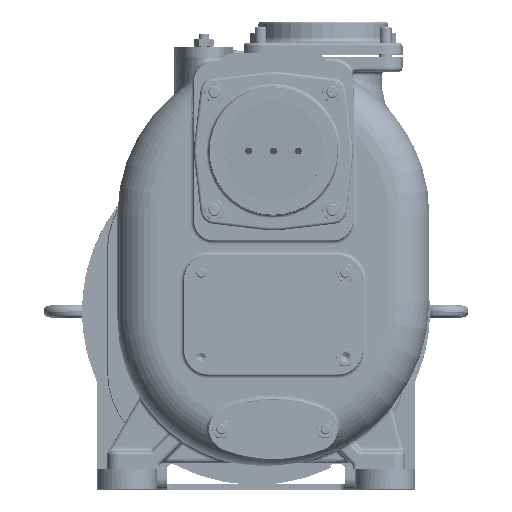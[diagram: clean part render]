
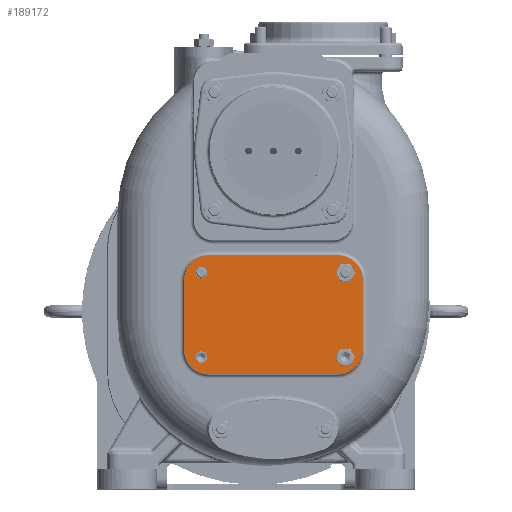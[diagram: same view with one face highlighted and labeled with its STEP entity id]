
A CAD part, top view. The second image highlights one B-rep face of the part: STEP entity #189172.
In plain terms, the highlighted planar face has unit normal (0, 0, 1).
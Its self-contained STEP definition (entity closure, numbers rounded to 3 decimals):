
#58420=CARTESIAN_POINT('',(-47.5,118.,128.));
#58421=DIRECTION('',(0.,0.,-1.));
#58422=DIRECTION('',(0.,-1.,0.));
#58423=AXIS2_PLACEMENT_3D('',#58420,#58421,#58422);
#58425=DIRECTION('',(0.,1.,0.));
#58426=VECTOR('',#58425,70.);
#58427=CARTESIAN_POINT('',(-72.5,118.,128.));
#58428=LINE('',#58427,#58426);
#58429=CARTESIAN_POINT('',(-47.5,188.,128.));
#58430=DIRECTION('',(0.,0.,-1.));
#58431=DIRECTION('',(-1.,0.,0.));
#58432=AXIS2_PLACEMENT_3D('',#58429,#58430,#58431);
#58434=DIRECTION('',(1.,0.,0.));
#58435=VECTOR('',#58434,130.);
#58436=CARTESIAN_POINT('',(-47.5,213.,128.));
#58437=LINE('',#58436,#58435);
#58438=CARTESIAN_POINT('',(82.5,188.,128.));
#58439=DIRECTION('',(0.,0.,-1.));
#58440=DIRECTION('',(0.,1.,0.));
#58441=AXIS2_PLACEMENT_3D('',#58438,#58439,#58440);
#58443=DIRECTION('',(0.,-1.,0.));
#58444=VECTOR('',#58443,70.);
#58445=CARTESIAN_POINT('',(107.5,188.,128.));
#58446=LINE('',#58445,#58444);
#58447=CARTESIAN_POINT('',(82.5,118.,128.));
#58448=DIRECTION('',(0.,0.,-1.));
#58449=DIRECTION('',(1.,0.,0.));
#58450=AXIS2_PLACEMENT_3D('',#58447,#58448,#58449);
#58452=DIRECTION('',(-1.,0.,0.));
#58453=VECTOR('',#58452,130.);
#58454=CARTESIAN_POINT('',(82.5,93.,128.));
#58455=LINE('',#58454,#58453);
#58456=CARTESIAN_POINT('',(-55.,110.5,128.));
#58457=DIRECTION('',(0.,0.,1.));
#58458=DIRECTION('',(1.,0.,0.));
#58459=AXIS2_PLACEMENT_3D('',#58456,#58457,#58458);
#58461=CARTESIAN_POINT('',(-55.,110.5,128.));
#58462=DIRECTION('',(0.,0.,1.));
#58463=DIRECTION('',(-1.,0.,0.));
#58464=AXIS2_PLACEMENT_3D('',#58461,#58462,#58463);
#58466=CARTESIAN_POINT('',(-55.,195.5,128.));
#58467=DIRECTION('',(0.,0.,1.));
#58468=DIRECTION('',(1.,0.,0.));
#58469=AXIS2_PLACEMENT_3D('',#58466,#58467,#58468);
#58471=CARTESIAN_POINT('',(-55.,195.5,128.));
#58472=DIRECTION('',(0.,0.,1.));
#58473=DIRECTION('',(-1.,0.,0.));
#58474=AXIS2_PLACEMENT_3D('',#58471,#58472,#58473);
#58476=CARTESIAN_POINT('',(90.,195.5,128.));
#58477=DIRECTION('',(0.,0.,1.));
#58478=DIRECTION('',(0.866,-0.5,0.));
#58479=AXIS2_PLACEMENT_3D('',#58476,#58477,#58478);
#58481=CARTESIAN_POINT('',(90.,195.5,128.));
#58482=DIRECTION('',(0.,0.,1.));
#58483=DIRECTION('',(0.866,0.5,0.));
#58484=AXIS2_PLACEMENT_3D('',#58481,#58482,#58483);
#58486=CARTESIAN_POINT('',(90.,195.5,128.));
#58487=DIRECTION('',(0.,0.,1.));
#58488=DIRECTION('',(0.,1.,0.));
#58489=AXIS2_PLACEMENT_3D('',#58486,#58487,#58488);
#58491=CARTESIAN_POINT('',(90.,195.5,128.));
#58492=DIRECTION('',(0.,0.,1.));
#58493=DIRECTION('',(-0.866,0.5,0.));
#58494=AXIS2_PLACEMENT_3D('',#58491,#58492,#58493);
#58496=CARTESIAN_POINT('',(90.,195.5,128.));
#58497=DIRECTION('',(0.,0.,1.));
#58498=DIRECTION('',(-0.866,-0.5,0.));
#58499=AXIS2_PLACEMENT_3D('',#58496,#58497,#58498);
#58501=CARTESIAN_POINT('',(90.,195.5,128.));
#58502=DIRECTION('',(0.,0.,1.));
#58503=DIRECTION('',(0.,-1.,0.));
#58504=AXIS2_PLACEMENT_3D('',#58501,#58502,#58503);
#58506=CARTESIAN_POINT('',(90.,110.5,128.));
#58507=DIRECTION('',(0.,0.,1.));
#58508=DIRECTION('',(0.866,-0.5,0.));
#58509=AXIS2_PLACEMENT_3D('',#58506,#58507,#58508);
#58511=CARTESIAN_POINT('',(90.,110.5,128.));
#58512=DIRECTION('',(0.,0.,1.));
#58513=DIRECTION('',(0.866,0.5,0.));
#58514=AXIS2_PLACEMENT_3D('',#58511,#58512,#58513);
#58516=CARTESIAN_POINT('',(90.,110.5,128.));
#58517=DIRECTION('',(0.,0.,1.));
#58518=DIRECTION('',(0.,1.,0.));
#58519=AXIS2_PLACEMENT_3D('',#58516,#58517,#58518);
#58521=CARTESIAN_POINT('',(90.,110.5,128.));
#58522=DIRECTION('',(0.,0.,1.));
#58523=DIRECTION('',(-0.866,0.5,0.));
#58524=AXIS2_PLACEMENT_3D('',#58521,#58522,#58523);
#58526=CARTESIAN_POINT('',(90.,110.5,128.));
#58527=DIRECTION('',(0.,0.,1.));
#58528=DIRECTION('',(-0.866,-0.5,0.));
#58529=AXIS2_PLACEMENT_3D('',#58526,#58527,#58528);
#58531=CARTESIAN_POINT('',(90.,110.5,128.));
#58532=DIRECTION('',(0.,0.,1.));
#58533=DIRECTION('',(0.,-1.,0.));
#58534=AXIS2_PLACEMENT_3D('',#58531,#58532,#58533);
#95568=CARTESIAN_POINT('',(-49.25,110.5,128.));
#95569=CARTESIAN_POINT('',(-60.75,110.5,128.));
#95570=VERTEX_POINT('',#95568);
#95571=VERTEX_POINT('',#95569);
#95572=CARTESIAN_POINT('',(-49.25,195.5,128.));
#95573=CARTESIAN_POINT('',(-60.75,195.5,128.));
#95574=VERTEX_POINT('',#95572);
#95575=VERTEX_POINT('',#95573);
#95576=CARTESIAN_POINT('',(-47.5,93.,128.));
#95577=CARTESIAN_POINT('',(-72.5,118.,128.));
#95578=VERTEX_POINT('',#95576);
#95579=VERTEX_POINT('',#95577);
#95580=CARTESIAN_POINT('',(-72.5,188.,128.));
#95581=VERTEX_POINT('',#95580);
#95582=CARTESIAN_POINT('',(-47.5,213.,128.));
#95583=VERTEX_POINT('',#95582);
#95584=CARTESIAN_POINT('',(82.5,213.,128.));
#95585=VERTEX_POINT('',#95584);
#95586=CARTESIAN_POINT('',(107.5,188.,128.));
#95587=VERTEX_POINT('',#95586);
#95588=CARTESIAN_POINT('',(107.5,118.,128.));
#95589=VERTEX_POINT('',#95588);
#95590=CARTESIAN_POINT('',(82.5,93.,128.));
#95591=VERTEX_POINT('',#95590);
#95893=CARTESIAN_POINT('',(97.361,191.25,128.));
#95894=CARTESIAN_POINT('',(97.361,199.75,128.));
#95895=VERTEX_POINT('',#95893);
#95896=VERTEX_POINT('',#95894);
#95897=CARTESIAN_POINT('',(90.,204.,128.));
#95898=VERTEX_POINT('',#95897);
#95899=CARTESIAN_POINT('',(82.639,199.75,128.));
#95900=VERTEX_POINT('',#95899);
#95901=CARTESIAN_POINT('',(82.639,191.25,128.));
#95902=VERTEX_POINT('',#95901);
#95903=CARTESIAN_POINT('',(90.,187.,128.));
#95904=VERTEX_POINT('',#95903);
#95949=CARTESIAN_POINT('',(97.361,106.25,128.));
#95950=CARTESIAN_POINT('',(97.361,114.75,128.));
#95951=VERTEX_POINT('',#95949);
#95952=VERTEX_POINT('',#95950);
#95953=CARTESIAN_POINT('',(90.,119.,128.));
#95954=VERTEX_POINT('',#95953);
#95955=CARTESIAN_POINT('',(82.639,114.75,128.));
#95956=VERTEX_POINT('',#95955);
#95957=CARTESIAN_POINT('',(82.639,106.25,128.));
#95958=VERTEX_POINT('',#95957);
#95959=CARTESIAN_POINT('',(90.,102.,128.));
#95960=VERTEX_POINT('',#95959);
#189117=CARTESIAN_POINT('',(17.5,153.,128.));
#189118=DIRECTION('',(0.,0.,-1.));
#189119=DIRECTION('',(1.,0.,0.));
#189120=AXIS2_PLACEMENT_3D('',#189117,#189118,#189119);
#189121=PLANE('',#189120);
#189122=ORIENTED_EDGE('',*,*,#189035,.T.);
#189123=ORIENTED_EDGE('',*,*,#189050,.T.);
#189124=ORIENTED_EDGE('',*,*,#189065,.T.);
#189125=ORIENTED_EDGE('',*,*,#189080,.T.);
#189126=ORIENTED_EDGE('',*,*,#189095,.T.);
#189127=ORIENTED_EDGE('',*,*,#189109,.T.);
#189128=ORIENTED_EDGE('',*,*,#189005,.T.);
#189129=ORIENTED_EDGE('',*,*,#189020,.T.);
#189130=EDGE_LOOP('',(#189122,#189123,#189124,#189125,#189126,#189127,#189128,
#189129));
#189131=FACE_OUTER_BOUND('',#189130,.F.);
#189133=ORIENTED_EDGE('',*,*,#189132,.T.);
#189135=ORIENTED_EDGE('',*,*,#189134,.T.);
#189136=EDGE_LOOP('',(#189133,#189135));
#189137=FACE_BOUND('',#189136,.F.);
#189139=ORIENTED_EDGE('',*,*,#189138,.T.);
#189141=ORIENTED_EDGE('',*,*,#189140,.T.);
#189142=EDGE_LOOP('',(#189139,#189141));
#189143=FACE_BOUND('',#189142,.F.);
#189145=ORIENTED_EDGE('',*,*,#189144,.T.);
#189147=ORIENTED_EDGE('',*,*,#189146,.T.);
#189149=ORIENTED_EDGE('',*,*,#189148,.T.);
#189151=ORIENTED_EDGE('',*,*,#189150,.T.);
#189153=ORIENTED_EDGE('',*,*,#189152,.T.);
#189155=ORIENTED_EDGE('',*,*,#189154,.T.);
#189156=EDGE_LOOP('',(#189145,#189147,#189149,#189151,#189153,#189155));
#189157=FACE_BOUND('',#189156,.F.);
#189159=ORIENTED_EDGE('',*,*,#189158,.T.);
#189161=ORIENTED_EDGE('',*,*,#189160,.T.);
#189163=ORIENTED_EDGE('',*,*,#189162,.T.);
#189165=ORIENTED_EDGE('',*,*,#189164,.T.);
#189167=ORIENTED_EDGE('',*,*,#189166,.T.);
#189169=ORIENTED_EDGE('',*,*,#189168,.T.);
#189170=EDGE_LOOP('',(#189159,#189161,#189163,#189165,#189167,#189169));
#189171=FACE_BOUND('',#189170,.F.);
#189172=ADVANCED_FACE('',(#189131,#189137,#189143,#189157,#189171),#189121,.F.);
#58424=CIRCLE('',#58423,25.);
#58433=CIRCLE('',#58432,25.);
#58442=CIRCLE('',#58441,25.);
#58451=CIRCLE('',#58450,25.);
#58460=CIRCLE('',#58459,5.75);
#58465=CIRCLE('',#58464,5.75);
#58470=CIRCLE('',#58469,5.75);
#58475=CIRCLE('',#58474,5.75);
#58480=CIRCLE('',#58479,8.5);
#58485=CIRCLE('',#58484,8.5);
#58490=CIRCLE('',#58489,8.5);
#58495=CIRCLE('',#58494,8.5);
#58500=CIRCLE('',#58499,8.5);
#58505=CIRCLE('',#58504,8.5);
#58510=CIRCLE('',#58509,8.5);
#58515=CIRCLE('',#58514,8.5);
#58520=CIRCLE('',#58519,8.5);
#58525=CIRCLE('',#58524,8.5);
#58530=CIRCLE('',#58529,8.5);
#58535=CIRCLE('',#58534,8.5);
#189005=EDGE_CURVE('',#95589,#95591,#58451,.T.);
#189020=EDGE_CURVE('',#95591,#95578,#58455,.T.);
#189035=EDGE_CURVE('',#95578,#95579,#58424,.T.);
#189050=EDGE_CURVE('',#95579,#95581,#58428,.T.);
#189065=EDGE_CURVE('',#95581,#95583,#58433,.T.);
#189080=EDGE_CURVE('',#95583,#95585,#58437,.T.);
#189095=EDGE_CURVE('',#95585,#95587,#58442,.T.);
#189109=EDGE_CURVE('',#95587,#95589,#58446,.T.);
#189132=EDGE_CURVE('',#95570,#95571,#58460,.T.);
#189134=EDGE_CURVE('',#95571,#95570,#58465,.T.);
#189138=EDGE_CURVE('',#95574,#95575,#58470,.T.);
#189140=EDGE_CURVE('',#95575,#95574,#58475,.T.);
#189144=EDGE_CURVE('',#95895,#95896,#58480,.T.);
#189146=EDGE_CURVE('',#95896,#95898,#58485,.T.);
#189148=EDGE_CURVE('',#95898,#95900,#58490,.T.);
#189150=EDGE_CURVE('',#95900,#95902,#58495,.T.);
#189152=EDGE_CURVE('',#95902,#95904,#58500,.T.);
#189154=EDGE_CURVE('',#95904,#95895,#58505,.T.);
#189158=EDGE_CURVE('',#95951,#95952,#58510,.T.);
#189160=EDGE_CURVE('',#95952,#95954,#58515,.T.);
#189162=EDGE_CURVE('',#95954,#95956,#58520,.T.);
#189164=EDGE_CURVE('',#95956,#95958,#58525,.T.);
#189166=EDGE_CURVE('',#95958,#95960,#58530,.T.);
#189168=EDGE_CURVE('',#95960,#95951,#58535,.T.);
